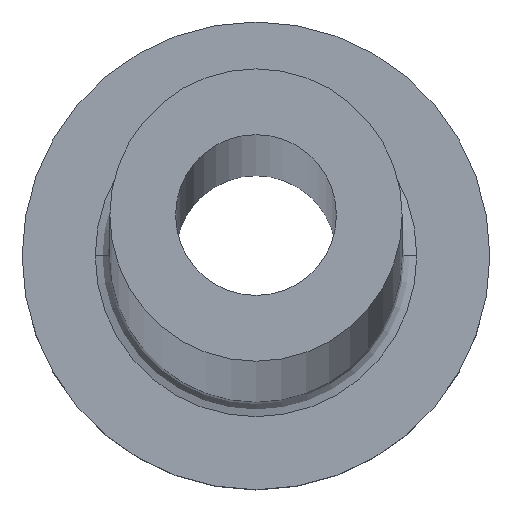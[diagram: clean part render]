
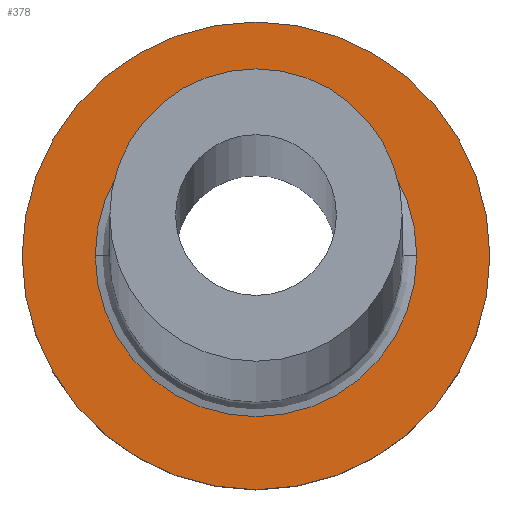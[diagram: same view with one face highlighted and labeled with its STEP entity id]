
A CAD part, top view. The second image highlights one B-rep face of the part: STEP entity #378.
In plain terms, the highlighted planar face has unit normal (0, 0, 1).
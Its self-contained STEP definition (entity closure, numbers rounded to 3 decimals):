
#20 = AXIS2_PLACEMENT_3D ( 'NONE', #290, #26, #287 ) ;
#26 = DIRECTION ( 'NONE',  ( 0., 0., 1. ) ) ;
#35 = DIRECTION ( 'NONE',  ( 1., 0., 0. ) ) ;
#43 = EDGE_CURVE ( 'NONE', #133, #74, #65, .T. ) ;
#65 = CIRCLE ( 'NONE', #20, 8. ) ;
#71 = PLANE ( 'NONE',  #317 ) ;
#74 = VERTEX_POINT ( 'NONE', #232 ) ;
#79 = AXIS2_PLACEMENT_3D ( 'NONE', #332, #367, #35 ) ;
#88 = AXIS2_PLACEMENT_3D ( 'NONE', #223, #320, #216 ) ;
#98 = EDGE_CURVE ( 'NONE', #139, #355, #128, .T. ) ;
#114 = DIRECTION ( 'NONE',  ( 1., 0., 0. ) ) ;
#128 = CIRCLE ( 'NONE', #346, 5.5 ) ;
#133 = VERTEX_POINT ( 'NONE', #207 ) ;
#135 = EDGE_LOOP ( 'NONE', ( #259, #214 ) ) ;
#138 = DIRECTION ( 'NONE',  ( 0., 0., 1. ) ) ;
#139 = VERTEX_POINT ( 'NONE', #263 ) ;
#148 = CIRCLE ( 'NONE', #88, 8. ) ;
#173 = FACE_OUTER_BOUND ( 'NONE', #135, .T. ) ;
#203 = DIRECTION ( 'NONE',  ( 0., 0., -1. ) ) ;
#207 = CARTESIAN_POINT ( 'NONE',  ( 8., 0., 5. ) ) ;
#209 = CARTESIAN_POINT ( 'NONE',  ( 0., 0., 5. ) ) ;
#214 = ORIENTED_EDGE ( 'NONE', *, *, #43, .T. ) ;
#216 = DIRECTION ( 'NONE',  ( 1., 0., 0. ) ) ;
#218 = CIRCLE ( 'NONE', #79, 5.5 ) ;
#223 = CARTESIAN_POINT ( 'NONE',  ( 0., 0., 5. ) ) ;
#232 = CARTESIAN_POINT ( 'NONE',  ( -8., 0., 5. ) ) ;
#239 = EDGE_CURVE ( 'NONE', #74, #133, #148, .T. ) ;
#249 = CARTESIAN_POINT ( 'NONE',  ( 5.5, 0., 5. ) ) ;
#254 = EDGE_LOOP ( 'NONE', ( #260, #278 ) ) ;
#259 = ORIENTED_EDGE ( 'NONE', *, *, #239, .T. ) ;
#260 = ORIENTED_EDGE ( 'NONE', *, *, #375, .T. ) ;
#263 = CARTESIAN_POINT ( 'NONE',  ( -5.5, 0., 5. ) ) ;
#275 = FACE_BOUND ( 'NONE', #254, .T. ) ;
#278 = ORIENTED_EDGE ( 'NONE', *, *, #98, .T. ) ;
#279 = CARTESIAN_POINT ( 'NONE',  ( 0., 0., 5. ) ) ;
#287 = DIRECTION ( 'NONE',  ( 1., 0., 0. ) ) ;
#290 = CARTESIAN_POINT ( 'NONE',  ( 0., 0., 5. ) ) ;
#317 = AXIS2_PLACEMENT_3D ( 'NONE', #279, #138, #331 ) ;
#320 = DIRECTION ( 'NONE',  ( 0., 0., 1. ) ) ;
#331 = DIRECTION ( 'NONE',  ( 1., 0., 0. ) ) ;
#332 = CARTESIAN_POINT ( 'NONE',  ( 0., 0., 5. ) ) ;
#346 = AXIS2_PLACEMENT_3D ( 'NONE', #209, #203, #114 ) ;
#355 = VERTEX_POINT ( 'NONE', #249 ) ;
#367 = DIRECTION ( 'NONE',  ( 0., 0., -1. ) ) ;
#375 = EDGE_CURVE ( 'NONE', #355, #139, #218, .T. ) ;
#378 = ADVANCED_FACE ( 'NONE', ( #275, #173 ), #71, .T. ) ;
